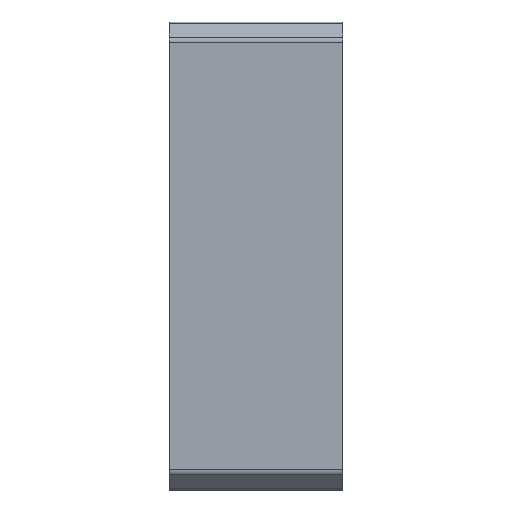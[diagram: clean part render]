
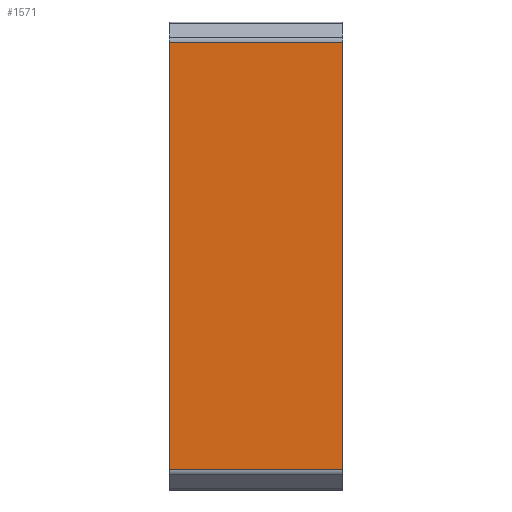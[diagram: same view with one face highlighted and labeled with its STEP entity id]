
A CAD part, top view. The second image highlights one B-rep face of the part: STEP entity #1571.
In plain terms, the highlighted planar face has unit normal (0, 0, 1).
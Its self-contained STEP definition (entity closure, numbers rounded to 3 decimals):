
#1558=AXIS2_PLACEMENT_3D('Plane Axis2P3D',#1555,#1556,#1557) ;
#519=CARTESIAN_POINT('Vertex',(0.,2.104,13.381)) ;
#522=CARTESIAN_POINT('Line Origine',(0.,24.25,13.381)) ;
#526=CARTESIAN_POINT('Vertex',(0.,46.396,13.381)) ;
#662=CARTESIAN_POINT('Vertex',(18.,46.396,13.381)) ;
#665=CARTESIAN_POINT('Line Origine',(18.,24.25,13.381)) ;
#669=CARTESIAN_POINT('Vertex',(18.,2.104,13.381)) ;
#1543=CARTESIAN_POINT('Line Origine',(9.,2.104,13.381)) ;
#1555=CARTESIAN_POINT('Axis2P3D Location',(0.,46.396,13.381)) ;
#1560=CARTESIAN_POINT('Line Origine',(9.,46.396,13.381)) ;
#523=DIRECTION('Vector Direction',(0.,-1.,0.)) ;
#666=DIRECTION('Vector Direction',(0.,-1.,0.)) ;
#1544=DIRECTION('Vector Direction',(-1.,0.,0.)) ;
#1556=DIRECTION('Axis2P3D Direction',(0.,0.,1.)) ;
#1557=DIRECTION('Axis2P3D XDirection',(0.,-1.,0.)) ;
#1561=DIRECTION('Vector Direction',(1.,0.,0.)) ;
#524=VECTOR('Line Direction',#523,1.) ;
#667=VECTOR('Line Direction',#666,1.) ;
#1545=VECTOR('Line Direction',#1544,1.) ;
#1562=VECTOR('Line Direction',#1561,1.) ;
#1566=ORIENTED_EDGE('',*,*,#671,.T.) ;
#1567=ORIENTED_EDGE('',*,*,#1564,.F.) ;
#1568=ORIENTED_EDGE('',*,*,#528,.F.) ;
#1569=ORIENTED_EDGE('',*,*,#1547,.T.) ;
#1571=ADVANCED_FACE('PartBody',(#1570),#1559,.T.) ;
#528=EDGE_CURVE('',#520,#527,#525,.F.) ;
#671=EDGE_CURVE('',#670,#663,#668,.F.) ;
#1547=EDGE_CURVE('',#520,#670,#1546,.F.) ;
#1564=EDGE_CURVE('',#527,#663,#1563,.T.) ;
#1565=EDGE_LOOP('',(#1566,#1567,#1568,#1569)) ;
#1570=FACE_OUTER_BOUND('',#1565,.T.) ;
#525=LINE('Line',#522,#524) ;
#668=LINE('Line',#665,#667) ;
#1546=LINE('Line',#1543,#1545) ;
#1563=LINE('Line',#1560,#1562) ;
#1559=PLANE('',#1558) ;
#520=VERTEX_POINT('',#519) ;
#527=VERTEX_POINT('',#526) ;
#663=VERTEX_POINT('',#662) ;
#670=VERTEX_POINT('',#669) ;
